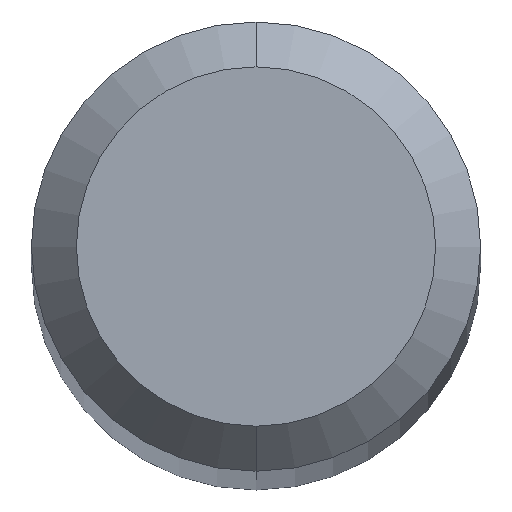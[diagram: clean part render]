
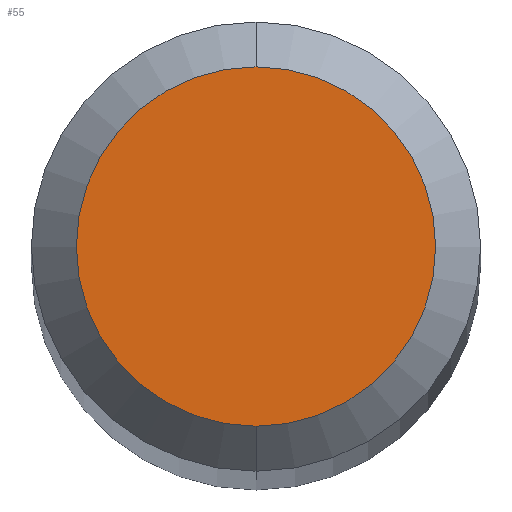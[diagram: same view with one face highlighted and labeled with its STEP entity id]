
A CAD part, top view. The second image highlights one B-rep face of the part: STEP entity #55.
In plain terms, the highlighted planar face has unit normal (0, 0, 1).
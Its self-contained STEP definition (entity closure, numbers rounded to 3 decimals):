
#2 = AXIS2_PLACEMENT_3D ( 'NONE', #212, #44, #87 ) ;
#5 = ORIENTED_EDGE ( 'NONE', *, *, #198, .T. ) ;
#21 = CARTESIAN_POINT ( 'NONE',  ( 0., 0., 0. ) ) ;
#28 = CARTESIAN_POINT ( 'NONE',  ( 0., -0.952, 0. ) ) ;
#43 = DIRECTION ( 'NONE',  ( 0., 1., 0. ) ) ;
#44 = DIRECTION ( 'NONE',  ( 0., 0., 1. ) ) ;
#47 = DIRECTION ( 'NONE',  ( 0., 1., 0. ) ) ;
#55 = ADVANCED_FACE ( 'NONE', ( #202 ), #78, .F. ) ;
#62 = DIRECTION ( 'NONE',  ( 0., 0., -1. ) ) ;
#63 = CARTESIAN_POINT ( 'NONE',  ( 0., 1.191, 0. ) ) ;
#67 = AXIS2_PLACEMENT_3D ( 'NONE', #21, #146, #43 ) ;
#69 = EDGE_LOOP ( 'NONE', ( #192, #5 ) ) ;
#70 = EDGE_CURVE ( 'NONE', #83, #120, #110, .T. ) ;
#71 = CIRCLE ( 'NONE', #2, 0.952 ) ;
#78 = PLANE ( 'NONE',  #108 ) ;
#83 = VERTEX_POINT ( 'NONE', #201 ) ;
#87 = DIRECTION ( 'NONE',  ( 0., 1., 0. ) ) ;
#108 = AXIS2_PLACEMENT_3D ( 'NONE', #63, #62, #47 ) ;
#110 = CIRCLE ( 'NONE', #67, 0.952 ) ;
#120 = VERTEX_POINT ( 'NONE', #28 ) ;
#146 = DIRECTION ( 'NONE',  ( 0., 0., 1. ) ) ;
#192 = ORIENTED_EDGE ( 'NONE', *, *, #70, .T. ) ;
#198 = EDGE_CURVE ( 'NONE', #120, #83, #71, .T. ) ;
#201 = CARTESIAN_POINT ( 'NONE',  ( 0., 0.952, 0. ) ) ;
#202 = FACE_OUTER_BOUND ( 'NONE', #69, .T. ) ;
#212 = CARTESIAN_POINT ( 'NONE',  ( 0., 0., 0. ) ) ;
